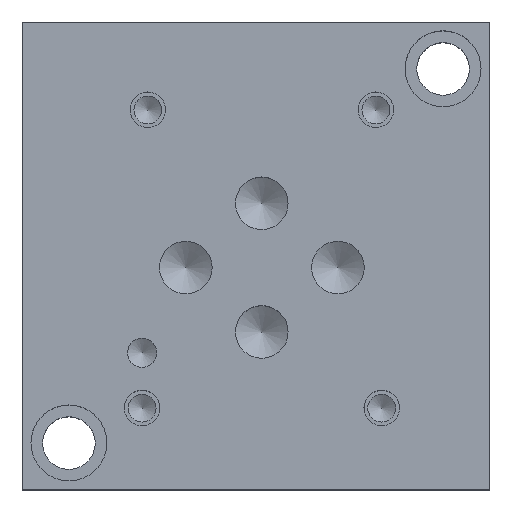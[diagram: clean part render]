
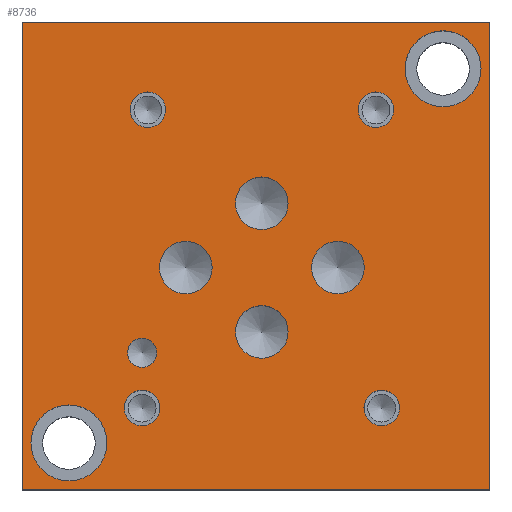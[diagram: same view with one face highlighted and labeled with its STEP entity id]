
A CAD part, top view. The second image highlights one B-rep face of the part: STEP entity #8736.
In plain terms, the highlighted planar face has unit normal (0, 0, 1).
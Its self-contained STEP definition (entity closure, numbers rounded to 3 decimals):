
#61=CIRCLE('',#9015,5.156);
#62=CIRCLE('',#9016,5.156);
#67=CIRCLE('',#9024,5.156);
#68=CIRCLE('',#9025,5.156);
#94=CIRCLE('',#9070,3.569);
#95=CIRCLE('',#9071,3.569);
#98=CIRCLE('',#9076,3.569);
#99=CIRCLE('',#9077,3.569);
#102=CIRCLE('',#9082,3.569);
#103=CIRCLE('',#9083,3.569);
#106=CIRCLE('',#9088,3.569);
#107=CIRCLE('',#9089,3.569);
#110=CIRCLE('',#9094,1.981);
#111=CIRCLE('',#9095,1.981);
#117=CIRCLE('',#9104,2.413);
#118=CIRCLE('',#9105,2.413);
#124=CIRCLE('',#9115,2.413);
#125=CIRCLE('',#9116,2.413);
#131=CIRCLE('',#9126,2.413);
#132=CIRCLE('',#9127,2.413);
#138=CIRCLE('',#9137,2.413);
#139=CIRCLE('',#9138,2.413);
#188=FACE_BOUND('',#1400,.T.);
#189=FACE_BOUND('',#1401,.T.);
#190=FACE_BOUND('',#1402,.T.);
#191=FACE_BOUND('',#1403,.T.);
#192=FACE_BOUND('',#1404,.T.);
#193=FACE_BOUND('',#1405,.T.);
#194=FACE_BOUND('',#1406,.T.);
#195=FACE_BOUND('',#1407,.T.);
#196=FACE_BOUND('',#1408,.T.);
#197=FACE_BOUND('',#1409,.T.);
#198=FACE_BOUND('',#1410,.T.);
#467=PLANE('',#9144);
#909=FACE_OUTER_BOUND('',#1399,.T.);
#1399=EDGE_LOOP('',(#7751,#7752,#7753,#7754));
#1400=EDGE_LOOP('',(#7755,#7756));
#1401=EDGE_LOOP('',(#7757,#7758));
#1402=EDGE_LOOP('',(#7759,#7760));
#1403=EDGE_LOOP('',(#7761,#7762));
#1404=EDGE_LOOP('',(#7763,#7764));
#1405=EDGE_LOOP('',(#7765,#7766));
#1406=EDGE_LOOP('',(#7767,#7768));
#1407=EDGE_LOOP('',(#7769,#7770));
#1408=EDGE_LOOP('',(#7771,#7772));
#1409=EDGE_LOOP('',(#7773,#7774));
#1410=EDGE_LOOP('',(#7775,#7776));
#1501=LINE('',#11688,#2341);
#2112=LINE('',#14310,#2952);
#2172=LINE('',#14436,#3012);
#2253=LINE('',#15000,#3093);
#2341=VECTOR('',#9271,10.);
#2952=VECTOR('',#10284,10.);
#3012=VECTOR('',#10392,10.);
#3093=VECTOR('',#10769,10.);
#3482=VERTEX_POINT('',#11685);
#3483=VERTEX_POINT('',#11687);
#4005=VERTEX_POINT('',#14309);
#4047=VERTEX_POINT('',#14435);
#4091=VERTEX_POINT('',#14741);
#4092=VERTEX_POINT('',#14742);
#4097=VERTEX_POINT('',#14758);
#4098=VERTEX_POINT('',#14759);
#4129=VERTEX_POINT('',#14851);
#4130=VERTEX_POINT('',#14852);
#4134=VERTEX_POINT('',#14864);
#4135=VERTEX_POINT('',#14865);
#4139=VERTEX_POINT('',#14877);
#4140=VERTEX_POINT('',#14878);
#4144=VERTEX_POINT('',#14890);
#4145=VERTEX_POINT('',#14891);
#4149=VERTEX_POINT('',#14903);
#4150=VERTEX_POINT('',#14904);
#4157=VERTEX_POINT('',#14923);
#4158=VERTEX_POINT('',#14924);
#4165=VERTEX_POINT('',#14945);
#4166=VERTEX_POINT('',#14946);
#4173=VERTEX_POINT('',#14967);
#4174=VERTEX_POINT('',#14968);
#4181=VERTEX_POINT('',#14989);
#4182=VERTEX_POINT('',#14990);
#4356=EDGE_CURVE('',#3483,#3482,#1501,.T.);
#5133=EDGE_CURVE('',#4005,#3483,#2112,.T.);
#5195=EDGE_CURVE('',#4047,#4005,#2172,.T.);
#5264=EDGE_CURVE('',#4091,#4092,#61,.T.);
#5265=EDGE_CURVE('',#4092,#4091,#62,.T.);
#5272=EDGE_CURVE('',#4097,#4098,#67,.T.);
#5273=EDGE_CURVE('',#4098,#4097,#68,.T.);
#5314=EDGE_CURVE('',#4129,#4130,#94,.T.);
#5315=EDGE_CURVE('',#4130,#4129,#95,.T.);
#5320=EDGE_CURVE('',#4134,#4135,#98,.T.);
#5321=EDGE_CURVE('',#4135,#4134,#99,.T.);
#5326=EDGE_CURVE('',#4139,#4140,#102,.T.);
#5327=EDGE_CURVE('',#4140,#4139,#103,.T.);
#5332=EDGE_CURVE('',#4144,#4145,#106,.T.);
#5333=EDGE_CURVE('',#4145,#4144,#107,.T.);
#5338=EDGE_CURVE('',#4149,#4150,#110,.T.);
#5339=EDGE_CURVE('',#4150,#4149,#111,.T.);
#5347=EDGE_CURVE('',#4157,#4158,#117,.T.);
#5348=EDGE_CURVE('',#4158,#4157,#118,.T.);
#5357=EDGE_CURVE('',#4165,#4166,#124,.T.);
#5358=EDGE_CURVE('',#4166,#4165,#125,.T.);
#5367=EDGE_CURVE('',#4173,#4174,#131,.T.);
#5368=EDGE_CURVE('',#4174,#4173,#132,.T.);
#5377=EDGE_CURVE('',#4181,#4182,#138,.T.);
#5378=EDGE_CURVE('',#4182,#4181,#139,.T.);
#5382=EDGE_CURVE('',#3482,#4047,#2253,.T.);
#7751=ORIENTED_EDGE('',*,*,#4356,.T.);
#7752=ORIENTED_EDGE('',*,*,#5382,.T.);
#7753=ORIENTED_EDGE('',*,*,#5195,.T.);
#7754=ORIENTED_EDGE('',*,*,#5133,.T.);
#7755=ORIENTED_EDGE('',*,*,#5264,.T.);
#7756=ORIENTED_EDGE('',*,*,#5265,.T.);
#7757=ORIENTED_EDGE('',*,*,#5272,.T.);
#7758=ORIENTED_EDGE('',*,*,#5273,.T.);
#7759=ORIENTED_EDGE('',*,*,#5314,.T.);
#7760=ORIENTED_EDGE('',*,*,#5315,.T.);
#7761=ORIENTED_EDGE('',*,*,#5320,.T.);
#7762=ORIENTED_EDGE('',*,*,#5321,.T.);
#7763=ORIENTED_EDGE('',*,*,#5326,.T.);
#7764=ORIENTED_EDGE('',*,*,#5327,.T.);
#7765=ORIENTED_EDGE('',*,*,#5332,.T.);
#7766=ORIENTED_EDGE('',*,*,#5333,.T.);
#7767=ORIENTED_EDGE('',*,*,#5338,.T.);
#7768=ORIENTED_EDGE('',*,*,#5339,.T.);
#7769=ORIENTED_EDGE('',*,*,#5347,.T.);
#7770=ORIENTED_EDGE('',*,*,#5348,.T.);
#7771=ORIENTED_EDGE('',*,*,#5357,.T.);
#7772=ORIENTED_EDGE('',*,*,#5358,.T.);
#7773=ORIENTED_EDGE('',*,*,#5367,.T.);
#7774=ORIENTED_EDGE('',*,*,#5368,.T.);
#7775=ORIENTED_EDGE('',*,*,#5377,.T.);
#7776=ORIENTED_EDGE('',*,*,#5378,.T.);
#8736=ADVANCED_FACE('',(#909,#188,#189,#190,#191,#192,#193,#194,#195,#196,
#197,#198),#467,.T.);
#9015=AXIS2_PLACEMENT_3D('',#14743,#10474,#10475);
#9016=AXIS2_PLACEMENT_3D('',#14744,#10476,#10477);
#9024=AXIS2_PLACEMENT_3D('',#14760,#10494,#10495);
#9025=AXIS2_PLACEMENT_3D('',#14761,#10496,#10497);
#9070=AXIS2_PLACEMENT_3D('',#14853,#10601,#10602);
#9071=AXIS2_PLACEMENT_3D('',#14854,#10603,#10604);
#9076=AXIS2_PLACEMENT_3D('',#14866,#10615,#10616);
#9077=AXIS2_PLACEMENT_3D('',#14867,#10617,#10618);
#9082=AXIS2_PLACEMENT_3D('',#14879,#10629,#10630);
#9083=AXIS2_PLACEMENT_3D('',#14880,#10631,#10632);
#9088=AXIS2_PLACEMENT_3D('',#14892,#10643,#10644);
#9089=AXIS2_PLACEMENT_3D('',#14893,#10645,#10646);
#9094=AXIS2_PLACEMENT_3D('',#14905,#10657,#10658);
#9095=AXIS2_PLACEMENT_3D('',#14906,#10659,#10660);
#9104=AXIS2_PLACEMENT_3D('',#14925,#10679,#10680);
#9105=AXIS2_PLACEMENT_3D('',#14926,#10681,#10682);
#9115=AXIS2_PLACEMENT_3D('',#14947,#10704,#10705);
#9116=AXIS2_PLACEMENT_3D('',#14948,#10706,#10707);
#9126=AXIS2_PLACEMENT_3D('',#14969,#10729,#10730);
#9127=AXIS2_PLACEMENT_3D('',#14970,#10731,#10732);
#9137=AXIS2_PLACEMENT_3D('',#14991,#10754,#10755);
#9138=AXIS2_PLACEMENT_3D('',#14992,#10756,#10757);
#9144=AXIS2_PLACEMENT_3D('',#15002,#10772,#10773);
#9271=DIRECTION('',(1.,0.,0.));
#10284=DIRECTION('',(0.,-1.,0.));
#10392=DIRECTION('',(-1.,0.,0.));
#10474=DIRECTION('center_axis',(0.,0.,-1.));
#10475=DIRECTION('ref_axis',(1.,0.,0.));
#10476=DIRECTION('center_axis',(0.,0.,-1.));
#10477=DIRECTION('ref_axis',(1.,0.,0.));
#10494=DIRECTION('center_axis',(0.,0.,-1.));
#10495=DIRECTION('ref_axis',(1.,0.,0.));
#10496=DIRECTION('center_axis',(0.,0.,-1.));
#10497=DIRECTION('ref_axis',(1.,0.,0.));
#10601=DIRECTION('center_axis',(0.,0.,-1.));
#10602=DIRECTION('ref_axis',(1.,0.,0.));
#10603=DIRECTION('center_axis',(0.,0.,-1.));
#10604=DIRECTION('ref_axis',(1.,0.,0.));
#10615=DIRECTION('center_axis',(0.,0.,-1.));
#10616=DIRECTION('ref_axis',(1.,0.,0.));
#10617=DIRECTION('center_axis',(0.,0.,-1.));
#10618=DIRECTION('ref_axis',(1.,0.,0.));
#10629=DIRECTION('center_axis',(0.,0.,-1.));
#10630=DIRECTION('ref_axis',(1.,0.,0.));
#10631=DIRECTION('center_axis',(0.,0.,-1.));
#10632=DIRECTION('ref_axis',(1.,0.,0.));
#10643=DIRECTION('center_axis',(0.,0.,-1.));
#10644=DIRECTION('ref_axis',(1.,0.,0.));
#10645=DIRECTION('center_axis',(0.,0.,-1.));
#10646=DIRECTION('ref_axis',(1.,0.,0.));
#10657=DIRECTION('center_axis',(0.,0.,-1.));
#10658=DIRECTION('ref_axis',(1.,0.,0.));
#10659=DIRECTION('center_axis',(0.,0.,-1.));
#10660=DIRECTION('ref_axis',(1.,0.,0.));
#10679=DIRECTION('center_axis',(0.,0.,-1.));
#10680=DIRECTION('ref_axis',(1.,0.,0.));
#10681=DIRECTION('center_axis',(0.,0.,-1.));
#10682=DIRECTION('ref_axis',(1.,0.,0.));
#10704=DIRECTION('center_axis',(0.,0.,-1.));
#10705=DIRECTION('ref_axis',(1.,0.,0.));
#10706=DIRECTION('center_axis',(0.,0.,-1.));
#10707=DIRECTION('ref_axis',(1.,0.,0.));
#10729=DIRECTION('center_axis',(0.,0.,-1.));
#10730=DIRECTION('ref_axis',(1.,0.,0.));
#10731=DIRECTION('center_axis',(0.,0.,-1.));
#10732=DIRECTION('ref_axis',(1.,0.,0.));
#10754=DIRECTION('center_axis',(0.,0.,-1.));
#10755=DIRECTION('ref_axis',(1.,0.,0.));
#10756=DIRECTION('center_axis',(0.,0.,-1.));
#10757=DIRECTION('ref_axis',(1.,0.,0.));
#10769=DIRECTION('',(0.,1.,0.));
#10772=DIRECTION('center_axis',(0.,0.,1.));
#10773=DIRECTION('ref_axis',(1.,0.,0.));
#11685=CARTESIAN_POINT('',(63.5,0.,25.4));
#11687=CARTESIAN_POINT('',(0.,0.,25.4));
#11688=CARTESIAN_POINT('',(0.,0.,25.4));
#14309=CARTESIAN_POINT('',(0.,63.5,25.4));
#14310=CARTESIAN_POINT('',(0.,63.5,25.4));
#14435=CARTESIAN_POINT('',(63.5,63.5,25.4));
#14436=CARTESIAN_POINT('',(63.5,63.5,25.4));
#14741=CARTESIAN_POINT('',(11.506,6.35,25.4));
#14742=CARTESIAN_POINT('',(1.194,6.35,25.4));
#14743=CARTESIAN_POINT('Origin',(6.35,6.35,25.4));
#14744=CARTESIAN_POINT('Origin',(6.35,6.35,25.4));
#14758=CARTESIAN_POINT('',(62.306,57.15,25.4));
#14759=CARTESIAN_POINT('',(51.994,57.15,25.4));
#14760=CARTESIAN_POINT('Origin',(57.15,57.15,25.4));
#14761=CARTESIAN_POINT('Origin',(57.15,57.15,25.4));
#14851=CARTESIAN_POINT('',(36.106,38.887,25.4));
#14852=CARTESIAN_POINT('',(28.969,38.887,25.4));
#14853=CARTESIAN_POINT('Origin',(32.537,38.887,25.4));
#14854=CARTESIAN_POINT('Origin',(32.537,38.887,25.4));
#14864=CARTESIAN_POINT('',(25.794,30.15,25.4));
#14865=CARTESIAN_POINT('',(18.656,30.15,25.4));
#14866=CARTESIAN_POINT('Origin',(22.225,30.15,25.4));
#14867=CARTESIAN_POINT('Origin',(22.225,30.15,25.4));
#14877=CARTESIAN_POINT('',(46.444,30.15,25.4));
#14878=CARTESIAN_POINT('',(39.307,30.15,25.4));
#14879=CARTESIAN_POINT('Origin',(42.875,30.15,25.4));
#14880=CARTESIAN_POINT('Origin',(42.875,30.15,25.4));
#14890=CARTESIAN_POINT('',(36.106,21.412,25.4));
#14891=CARTESIAN_POINT('',(28.969,21.412,25.4));
#14892=CARTESIAN_POINT('Origin',(32.537,21.412,25.4));
#14893=CARTESIAN_POINT('Origin',(32.537,21.412,25.4));
#14903=CARTESIAN_POINT('',(18.263,18.593,25.4));
#14904=CARTESIAN_POINT('',(14.3,18.593,25.4));
#14905=CARTESIAN_POINT('Origin',(16.281,18.593,25.4));
#14906=CARTESIAN_POINT('Origin',(16.281,18.593,25.4));
#14923=CARTESIAN_POINT('',(51.232,11.1,25.4));
#14924=CARTESIAN_POINT('',(46.406,11.1,25.4));
#14925=CARTESIAN_POINT('Origin',(48.819,11.1,25.4));
#14926=CARTESIAN_POINT('Origin',(48.819,11.1,25.4));
#14945=CARTESIAN_POINT('',(19.482,51.587,25.4));
#14946=CARTESIAN_POINT('',(14.656,51.587,25.4));
#14947=CARTESIAN_POINT('Origin',(17.069,51.587,25.4));
#14948=CARTESIAN_POINT('Origin',(17.069,51.587,25.4));
#14967=CARTESIAN_POINT('',(50.444,51.587,25.4));
#14968=CARTESIAN_POINT('',(45.618,51.587,25.4));
#14969=CARTESIAN_POINT('Origin',(48.031,51.587,25.4));
#14970=CARTESIAN_POINT('Origin',(48.031,51.587,25.4));
#14989=CARTESIAN_POINT('',(18.694,11.1,25.4));
#14990=CARTESIAN_POINT('',(13.868,11.1,25.4));
#14991=CARTESIAN_POINT('Origin',(16.281,11.1,25.4));
#14992=CARTESIAN_POINT('Origin',(16.281,11.1,25.4));
#15000=CARTESIAN_POINT('',(63.5,0.,25.4));
#15002=CARTESIAN_POINT('Origin',(31.75,31.75,25.4));
